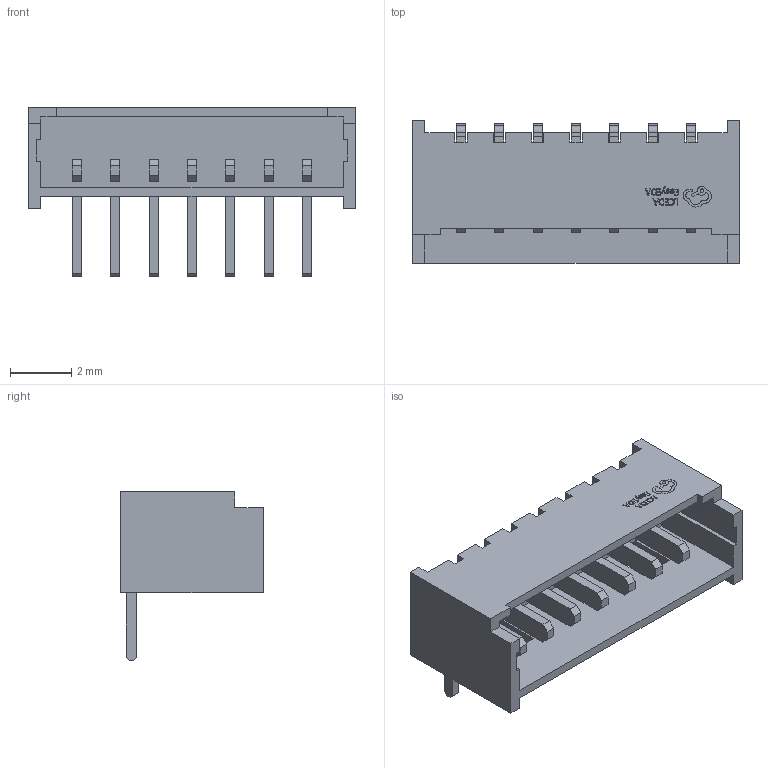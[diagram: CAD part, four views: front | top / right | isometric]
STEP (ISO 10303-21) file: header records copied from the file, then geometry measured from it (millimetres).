
FILE_DESCRIPTION (( 'STEP AP214' ), '1' );
FILE_NAME ('CONN-TH_7P-P1.25_1251R-7P.step', '2022-08-02T14:50:26', ( '' ), ( '' ), 'SwSTEP 2.0', 'SolidWorks 2020', '' );
FILE_SCHEMA (( 'AUTOMOTIVE_DESIGN' ));
Length unit declared in the file: millimetre
Products named in the file (1): CONN-TH_7P-P1.25_1251R-7P
Bounding box: 10.65 x 4.65 x 5.5 mm (x, y, z)
Volume: 57.1 mm3; surface area: 331.2 mm2
Topology: 14 solids, 14 shells, 522 faces, 1427 edges, 950 vertices
Faces by surface type: plane 401, bspline 114, cylinder 7
Entity records: 22125 total; most frequent: CARTESIAN_POINT 5262, ORIENTED_EDGE 2854, DIRECTION 2027, EDGE_CURVE 1427, VECTOR 1181, LINE 1181, VERTEX_POINT 950, EDGE_LOOP 555
